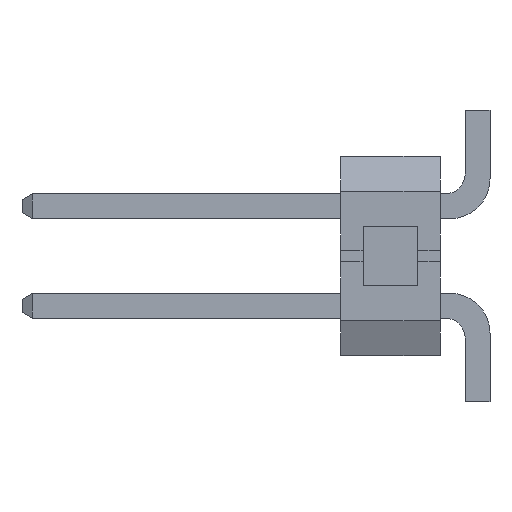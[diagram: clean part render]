
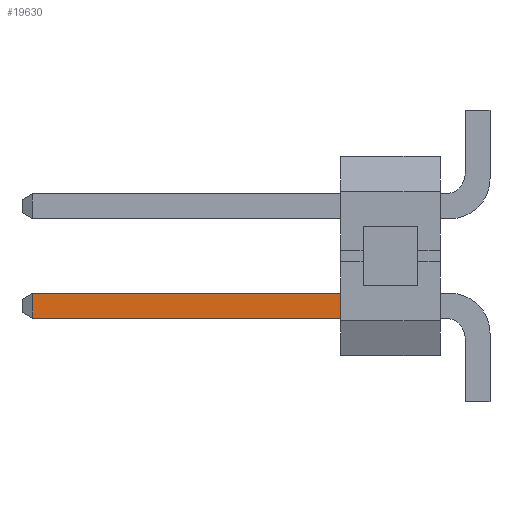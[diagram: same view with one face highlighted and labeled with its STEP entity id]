
A CAD part, left-side view. The second image highlights one B-rep face of the part: STEP entity #19630.
In plain terms, the highlighted planar face has unit normal (-1, 0, 0).
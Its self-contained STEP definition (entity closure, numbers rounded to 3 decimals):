
#130 = ORIENTED_EDGE ( 'NONE', *, *, #16435, .T. ) ;
#148 = ORIENTED_EDGE ( 'NONE', *, *, #5661, .F. ) ;
#357 = DIRECTION ( 'NONE',  ( 0., 0., -1. ) ) ;
#497 = PLANE ( 'NONE',  #19259 ) ;
#546 = CARTESIAN_POINT ( 'NONE',  ( -9.207, 11.678, -2.857 ) ) ;
#746 = VECTOR ( 'NONE', #11455, 1000. ) ;
#1461 = EDGE_LOOP ( 'NONE', ( #14566, #130, #148, #11656 ) ) ;
#1653 = DIRECTION ( 'NONE',  ( 0., -1., 0. ) ) ;
#1818 = DIRECTION ( 'NONE',  ( 1., 0., 0. ) ) ;
#2018 = CARTESIAN_POINT ( 'NONE',  ( -9.207, 1.016, -3.239 ) ) ;
#2736 = CARTESIAN_POINT ( 'NONE',  ( -9.207, 2.667, -2.857 ) ) ;
#3528 = VERTEX_POINT ( 'NONE', #7516 ) ;
#4539 = CARTESIAN_POINT ( 'NONE',  ( -9.207, 2.667, 0. ) ) ;
#4665 = VERTEX_POINT ( 'NONE', #546 ) ;
#4813 = LINE ( 'NONE', #11519, #746 ) ;
#4830 = LINE ( 'NONE', #6330, #16737 ) ;
#5220 = EDGE_CURVE ( 'NONE', #14965, #3528, #4830, .T. ) ;
#5661 = EDGE_CURVE ( 'NONE', #6070, #4665, #4813, .T. ) ;
#6070 = VERTEX_POINT ( 'NONE', #2736 ) ;
#6330 = CARTESIAN_POINT ( 'NONE',  ( -9.207, 11.938, -2.223 ) ) ;
#6359 = LINE ( 'NONE', #19512, #17067 ) ;
#7516 = CARTESIAN_POINT ( 'NONE',  ( -9.207, 2.667, -2.223 ) ) ;
#8949 = EDGE_CURVE ( 'NONE', #3528, #6070, #13994, .T. ) ;
#10649 = FACE_OUTER_BOUND ( 'NONE', #1461, .T. ) ;
#11455 = DIRECTION ( 'NONE',  ( 0., 1., 0. ) ) ;
#11519 = CARTESIAN_POINT ( 'NONE',  ( -9.207, 1.143, -2.857 ) ) ;
#11656 = ORIENTED_EDGE ( 'NONE', *, *, #8949, .F. ) ;
#13521 = VECTOR ( 'NONE', #15209, 1000. ) ;
#13994 = LINE ( 'NONE', #4539, #13521 ) ;
#14566 = ORIENTED_EDGE ( 'NONE', *, *, #5220, .F. ) ;
#14965 = VERTEX_POINT ( 'NONE', #19747 ) ;
#15209 = DIRECTION ( 'NONE',  ( 0., 0., -1. ) ) ;
#16435 = EDGE_CURVE ( 'NONE', #14965, #4665, #6359, .T. ) ;
#16737 = VECTOR ( 'NONE', #1653, 1000. ) ;
#17067 = VECTOR ( 'NONE', #19596, 1000. ) ;
#19259 = AXIS2_PLACEMENT_3D ( 'NONE', #2018, #1818, #357 ) ;
#19512 = CARTESIAN_POINT ( 'NONE',  ( -9.207, 11.678, -3.239 ) ) ;
#19596 = DIRECTION ( 'NONE',  ( 0., 0., -1. ) ) ;
#19630 = ADVANCED_FACE ( 'NONE', ( #10649 ), #497, .F. ) ;
#19747 = CARTESIAN_POINT ( 'NONE',  ( -9.207, 11.678, -2.223 ) ) ;
